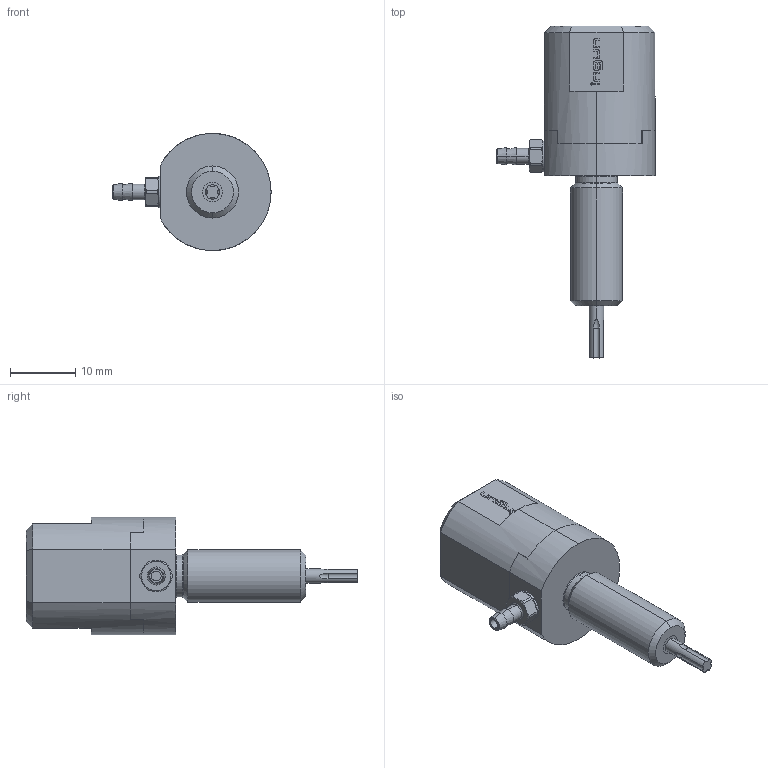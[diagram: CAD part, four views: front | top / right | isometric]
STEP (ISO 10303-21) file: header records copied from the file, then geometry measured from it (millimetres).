
FILE_DESCRIPTION (( 'STEP AP203' ), '1' );
FILE_NAME ('INGUN_HCM-667-0000_C01_00000_00.STEP', '2023-06-15T11:42:07', ( '' ), ( '' ), 'SwSTEP 2.0', 'SolidWorks 2021', '' );
FILE_SCHEMA (( 'CONFIG_CONTROL_DESIGN' ));
Length unit declared in the file: millimetre
Products named in the file (1): INGUN_HCM-667-0000_C01_00000_00
Bounding box: 24.3 x 51 x 18 mm (x, y, z)
Volume: 5558.9 mm3; surface area: 4664.9 mm2
Topology: 1 solids, 1 shells, 275 faces, 639 edges, 395 vertices
Faces by surface type: cylinder 112, plane 100, cone 51, torus 12
Entity records: 8051 total; most frequent: CARTESIAN_POINT 1536, DIRECTION 1440, ORIENTED_EDGE 1278, EDGE_CURVE 639, AXIS2_PLACEMENT_3D 563, VERTEX_POINT 395, VECTOR 314, LINE 314
